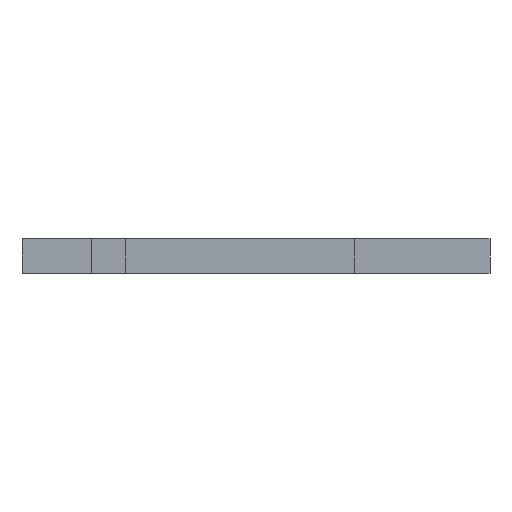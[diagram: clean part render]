
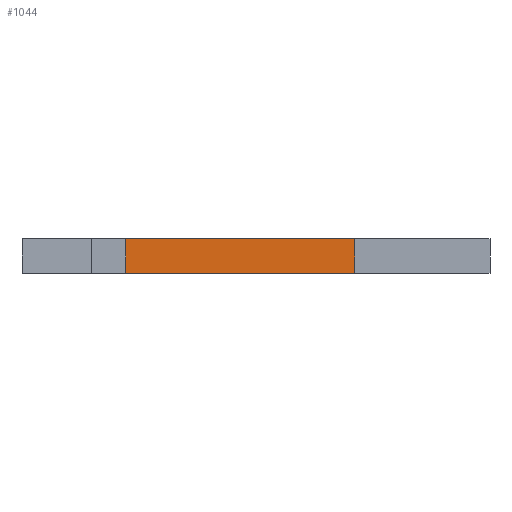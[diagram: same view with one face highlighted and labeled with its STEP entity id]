
A CAD part, left-side view. The second image highlights one B-rep face of the part: STEP entity #1044.
In plain terms, the highlighted planar face has unit normal (-1, 0, 0).
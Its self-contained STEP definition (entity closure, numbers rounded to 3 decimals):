
#253 = VERTEX_POINT('',#254);
#254 = CARTESIAN_POINT('',(-29.23,28.56,10.));
#260 = EDGE_CURVE('',#253,#261,#263,.T.);
#261 = VERTEX_POINT('',#262);
#262 = CARTESIAN_POINT('',(-29.23,-37.63,10.));
#263 = LINE('',#264,#265);
#264 = CARTESIAN_POINT('',(-29.23,28.56,10.));
#265 = VECTOR('',#266,1.);
#266 = DIRECTION('',(0.,-1.,0.));
#994 = EDGE_CURVE('',#261,#995,#997,.T.);
#995 = VERTEX_POINT('',#996);
#996 = CARTESIAN_POINT('',(-29.23,-37.63,0.));
#997 = LINE('',#998,#999);
#998 = CARTESIAN_POINT('',(-29.23,-37.63,10.));
#999 = VECTOR('',#1000,1.);
#1000 = DIRECTION('',(0.,0.,-1.));
#1044 = ADVANCED_FACE('',(#1045),#1063,.F.);
#1045 = FACE_BOUND('',#1046,.F.);
#1046 = EDGE_LOOP('',(#1047,#1048,#1049,#1057));
#1047 = ORIENTED_EDGE('',*,*,#260,.T.);
#1048 = ORIENTED_EDGE('',*,*,#994,.T.);
#1049 = ORIENTED_EDGE('',*,*,#1050,.T.);
#1050 = EDGE_CURVE('',#995,#1051,#1053,.T.);
#1051 = VERTEX_POINT('',#1052);
#1052 = CARTESIAN_POINT('',(-29.23,28.56,0.));
#1053 = LINE('',#1054,#1055);
#1054 = CARTESIAN_POINT('',(-29.23,-37.63,0.));
#1055 = VECTOR('',#1056,1.);
#1056 = DIRECTION('',(0.,1.,0.));
#1057 = ORIENTED_EDGE('',*,*,#1058,.T.);
#1058 = EDGE_CURVE('',#1051,#253,#1059,.T.);
#1059 = LINE('',#1060,#1061);
#1060 = CARTESIAN_POINT('',(-29.23,28.56,0.));
#1061 = VECTOR('',#1062,1.);
#1062 = DIRECTION('',(0.,0.,1.));
#1063 = PLANE('',#1064);
#1064 = AXIS2_PLACEMENT_3D('',#1065,#1066,#1067);
#1065 = CARTESIAN_POINT('',(-29.23,-4.535,5.));
#1066 = DIRECTION('',(1.,0.,0.));
#1067 = DIRECTION('',(0.,0.,1.));
